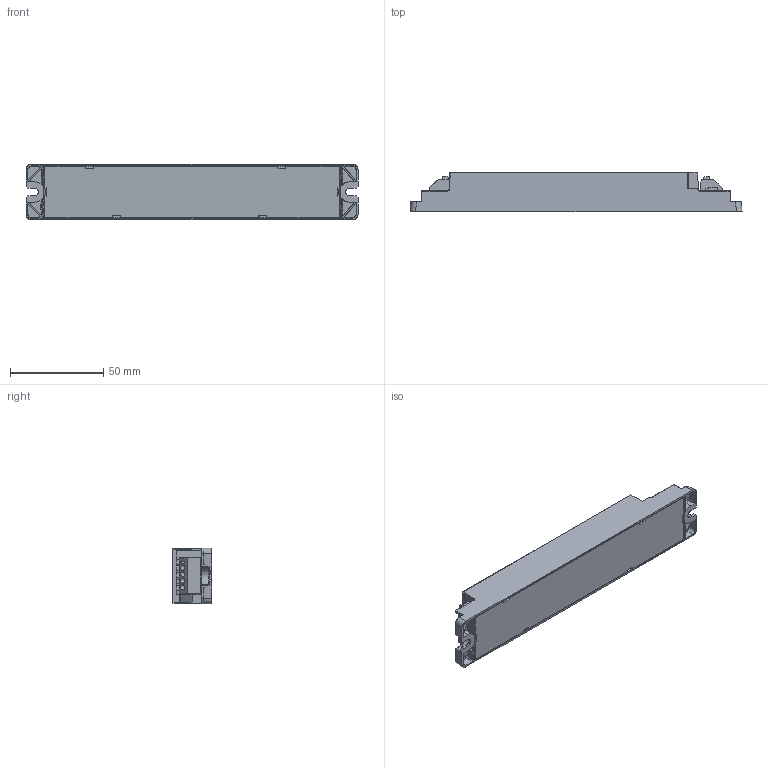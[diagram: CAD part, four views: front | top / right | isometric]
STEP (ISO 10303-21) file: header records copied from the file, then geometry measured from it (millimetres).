
FILE_DESCRIPTION((''),'2;1');
FILE_NAME('ZD1_ZD2_ASM','2025-09-16T07:56:50',('chuncheng.yin'),(''),'CREO PARAMETRIC BY PTC INC, 2024401','CREO PARAMETRIC BY PTC INC, 2024401','');
FILE_SCHEMA(('CONFIG_CONTROL_DESIGN'));
Length unit declared in the file: millimetre
Products named in the file (1): ZD1_ZD2_ASM
Bounding box: 178 x 21 x 29.93 mm (x, y, z)
Volume: 87748.8 mm3; surface area: 27922.9 mm2
Topology: 2 solids, 2 shells, 925 faces, 2670 edges, 1794 vertices
Faces by surface type: plane 609, cylinder 244, bspline 34, cone 14, sphere 12, torus 10, extrusion 2
Entity records: 33069 total; most frequent: CARTESIAN_POINT 9021, ORIENTED_EDGE 5324, DIRECTION 4464, EDGE_CURVE 2662, VECTOR 1984, LINE 1982, VERTEX_POINT 1794, AXIS2_PLACEMENT_3D 1240
